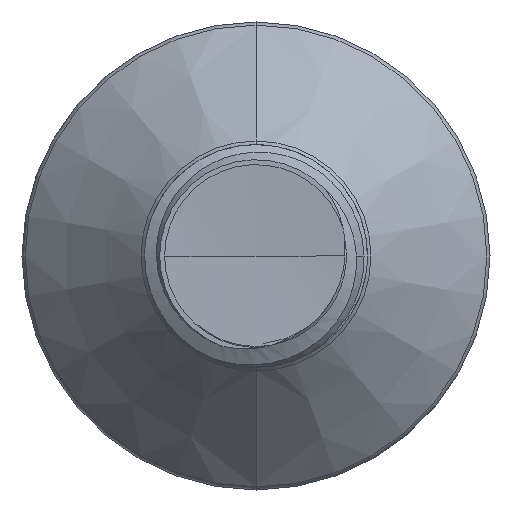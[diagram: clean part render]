
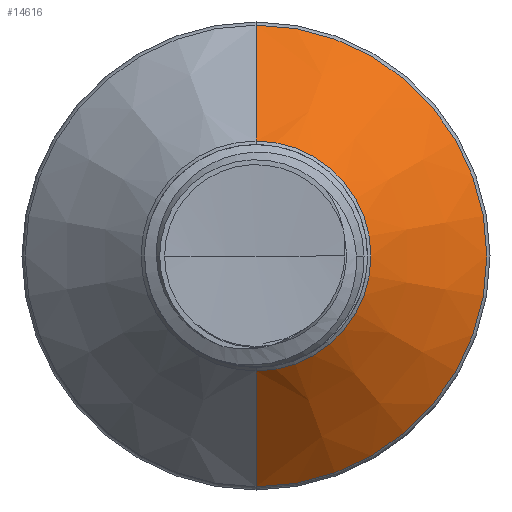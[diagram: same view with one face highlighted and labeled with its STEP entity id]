
A CAD part, front view. The second image highlights one B-rep face of the part: STEP entity #14616.
In plain terms, the highlighted conical face has half-angle 45 degrees and reference radius 2.064 mm.
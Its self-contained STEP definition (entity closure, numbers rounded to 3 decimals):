
#414 = VECTOR ( 'NONE', #8616, 1000. ) ;
#761 = DIRECTION ( 'NONE',  ( 0., 1., 0. ) ) ;
#3797 = VECTOR ( 'NONE', #17423, 1000. ) ;
#4019 = ORIENTED_EDGE ( 'NONE', *, *, #16632, .F. ) ;
#4556 = CARTESIAN_POINT ( 'NONE',  ( 0., 11.286, 0. ) ) ;
#5702 = VERTEX_POINT ( 'NONE', #5991 ) ;
#5991 = CARTESIAN_POINT ( 'NONE',  ( 0., 13.365, 4.143 ) ) ;
#6166 = CONICAL_SURFACE ( 'NONE', #26100, 2.064, 0.785 ) ;
#6319 = DIRECTION ( 'NONE',  ( 0., 1., 0. ) ) ;
#6511 = CARTESIAN_POINT ( 'NONE',  ( 0., 11.286, -2.064 ) ) ;
#7041 = DIRECTION ( 'NONE',  ( 0., 0., 1. ) ) ;
#7645 = CARTESIAN_POINT ( 'NONE',  ( 0., 11.286, -2.064 ) ) ;
#7710 = VERTEX_POINT ( 'NONE', #6511 ) ;
#8210 = AXIS2_PLACEMENT_3D ( 'NONE', #20719, #6319, #22786 ) ;
#8616 = DIRECTION ( 'NONE',  ( 0., 0.707, 0.707 ) ) ;
#8865 = CIRCLE ( 'NONE', #8210, 4.143 ) ;
#9038 = ORIENTED_EDGE ( 'NONE', *, *, #19829, .T. ) ;
#9378 = VERTEX_POINT ( 'NONE', #18544 ) ;
#10369 = LINE ( 'NONE', #7645, #3797 ) ;
#12496 = EDGE_LOOP ( 'NONE', ( #14746, #9038, #4019, #23574 ) ) ;
#12688 = CARTESIAN_POINT ( 'NONE',  ( 0., 11.286, 0. ) ) ;
#14212 = LINE ( 'NONE', #24713, #414 ) ;
#14616 = ADVANCED_FACE ( 'NONE', ( #25914 ), #6166, .T. ) ;
#14746 = ORIENTED_EDGE ( 'NONE', *, *, #22628, .T. ) ;
#15028 = EDGE_CURVE ( 'NONE', #28485, #5702, #14212, .T. ) ;
#15656 = CIRCLE ( 'NONE', #16033, 2.064 ) ;
#16033 = AXIS2_PLACEMENT_3D ( 'NONE', #4556, #21359, #7041 ) ;
#16632 = EDGE_CURVE ( 'NONE', #5702, #9378, #8865, .T. ) ;
#17423 = DIRECTION ( 'NONE',  ( 0., 0.707, -0.707 ) ) ;
#18544 = CARTESIAN_POINT ( 'NONE',  ( 0., 13.365, -4.143 ) ) ;
#19829 = EDGE_CURVE ( 'NONE', #7710, #9378, #10369, .T. ) ;
#20719 = CARTESIAN_POINT ( 'NONE',  ( 0., 13.365, 0. ) ) ;
#21359 = DIRECTION ( 'NONE',  ( 0., 1., 0. ) ) ;
#22628 = EDGE_CURVE ( 'NONE', #28485, #7710, #15656, .T. ) ;
#22786 = DIRECTION ( 'NONE',  ( 0., 0., 1. ) ) ;
#23574 = ORIENTED_EDGE ( 'NONE', *, *, #15028, .F. ) ;
#24713 = CARTESIAN_POINT ( 'NONE',  ( 0., 11.286, 2.064 ) ) ;
#24965 = CARTESIAN_POINT ( 'NONE',  ( 0., 11.286, 2.064 ) ) ;
#25914 = FACE_OUTER_BOUND ( 'NONE', #12496, .T. ) ;
#26100 = AXIS2_PLACEMENT_3D ( 'NONE', #12688, #761, #26333 ) ;
#26333 = DIRECTION ( 'NONE',  ( 0., 0., 1. ) ) ;
#28485 = VERTEX_POINT ( 'NONE', #24965 ) ;
